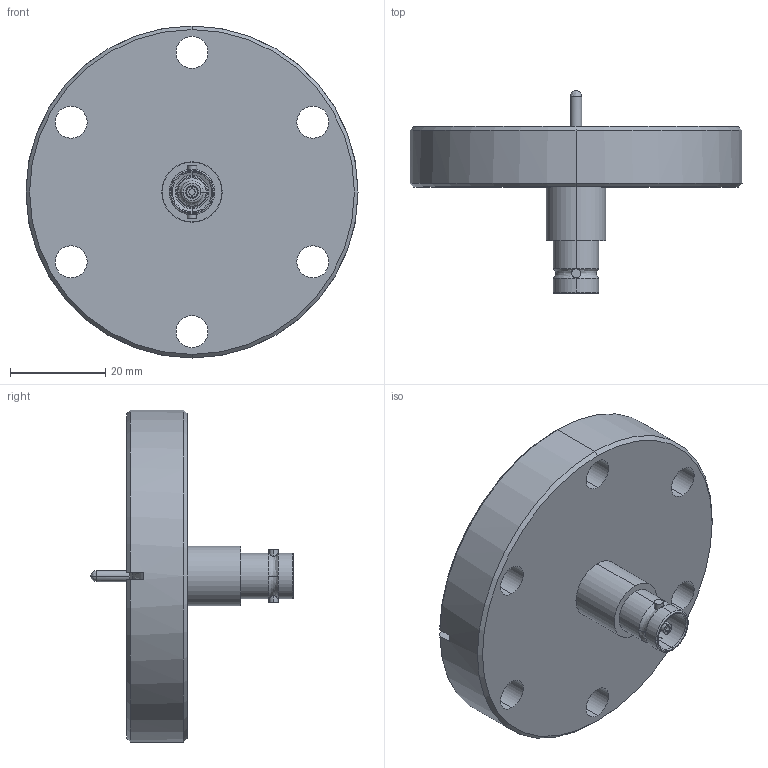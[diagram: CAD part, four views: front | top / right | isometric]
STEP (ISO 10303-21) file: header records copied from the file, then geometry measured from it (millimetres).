
FILE_DESCRIPTION (( 'STEP AP203' ), '1' );
FILE_NAME ('A0331-1-CF.STEP', '2013-08-28T12:14:57', ( '' ), ( '' ), 'SwSTEP 2.0', 'SolidWorks 2012', '' );
FILE_SCHEMA (( 'CONFIG_CONTROL_DESIGN' ));
Length unit declared in the file: inch
Products named in the file (1): A0331-1-CF
Bounding box: 69.85 x 42.67 x 69.85 mm (x, y, z)
Volume: 44204.1 mm3; surface area: 15718.7 mm2
Topology: 1 solids, 1 shells, 139 faces, 339 edges, 217 vertices
Faces by surface type: cylinder 72, plane 34, cone 17, bspline 16
Entity records: 4610 total; most frequent: CARTESIAN_POINT 1176, DIRECTION 759, ORIENTED_EDGE 674, EDGE_CURVE 337, AXIS2_PLACEMENT_3D 320, VERTEX_POINT 217, CIRCLE 196, EDGE_LOOP 168
